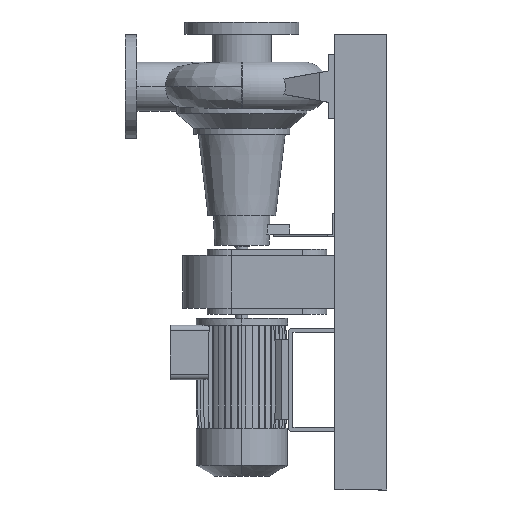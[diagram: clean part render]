
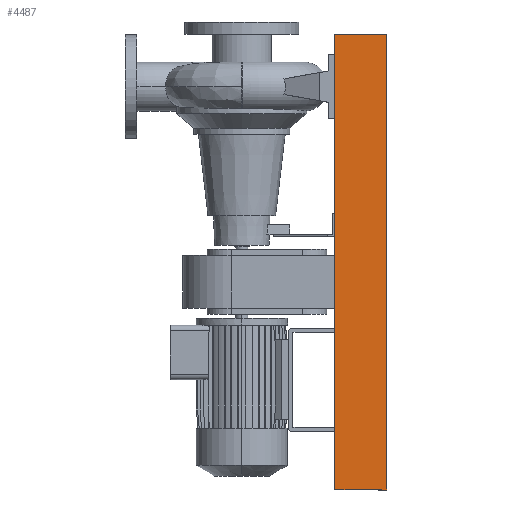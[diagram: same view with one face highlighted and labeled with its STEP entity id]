
A CAD part, left-side view. The second image highlights one B-rep face of the part: STEP entity #4487.
In plain terms, the highlighted planar face has unit normal (-1, 0, 0).
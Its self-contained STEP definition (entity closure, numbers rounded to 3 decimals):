
#1278 = EDGE_CURVE ( 'NONE', #8174, #6549, #8058, .T. ) ;
#2510 = CARTESIAN_POINT ( 'NONE',  ( -175., -50., 440. ) ) ;
#2606 = CARTESIAN_POINT ( 'NONE',  ( -175., 50., 440. ) ) ;
#3902 = VECTOR ( 'NONE', #10925, 1000. ) ;
#4451 = DIRECTION ( 'NONE',  ( 0., 0., 1. ) ) ;
#4487 = ADVANCED_FACE ( 'NONE', ( #9269 ), #12621, .T. ) ;
#4503 = VECTOR ( 'NONE', #11427, 1000. ) ;
#4724 = CARTESIAN_POINT ( 'NONE',  ( -175., 50., -440. ) ) ;
#6060 = CARTESIAN_POINT ( 'NONE',  ( -175., 50., -440. ) ) ;
#6180 = EDGE_CURVE ( 'NONE', #20959, #11853, #14014, .T. ) ;
#6549 = VERTEX_POINT ( 'NONE', #2606 ) ;
#7702 = CARTESIAN_POINT ( 'NONE',  ( -175., -50., 440. ) ) ;
#8058 = LINE ( 'NONE', #6060, #11811 ) ;
#8174 = VERTEX_POINT ( 'NONE', #4724 ) ;
#8992 = AXIS2_PLACEMENT_3D ( 'NONE', #9167, #12513, #4451 ) ;
#9167 = CARTESIAN_POINT ( 'NONE',  ( -175., -50., -440. ) ) ;
#9269 = FACE_OUTER_BOUND ( 'NONE', #16480, .T. ) ;
#9481 = CARTESIAN_POINT ( 'NONE',  ( -175., -50., -440. ) ) ;
#9564 = ORIENTED_EDGE ( 'NONE', *, *, #6180, .T. ) ;
#10779 = ORIENTED_EDGE ( 'NONE', *, *, #11464, .F. ) ;
#10864 = EDGE_CURVE ( 'NONE', #8174, #20959, #12543, .T. ) ;
#10925 = DIRECTION ( 'NONE',  ( 0., -1., 0. ) ) ;
#11427 = DIRECTION ( 'NONE',  ( 0., 0., 1. ) ) ;
#11464 = EDGE_CURVE ( 'NONE', #6549, #11853, #17396, .T. ) ;
#11811 = VECTOR ( 'NONE', #21152, 1000. ) ;
#11853 = VERTEX_POINT ( 'NONE', #7702 ) ;
#12424 = CARTESIAN_POINT ( 'NONE',  ( -175., -50., -440. ) ) ;
#12513 = DIRECTION ( 'NONE',  ( -1., 0., 0. ) ) ;
#12543 = LINE ( 'NONE', #17674, #3902 ) ;
#12621 = PLANE ( 'NONE',  #8992 ) ;
#14014 = LINE ( 'NONE', #12424, #4503 ) ;
#14028 = ORIENTED_EDGE ( 'NONE', *, *, #1278, .F. ) ;
#14191 = VECTOR ( 'NONE', #17510, 1000. ) ;
#16480 = EDGE_LOOP ( 'NONE', ( #10779, #14028, #20049, #9564 ) ) ;
#17396 = LINE ( 'NONE', #2510, #14191 ) ;
#17510 = DIRECTION ( 'NONE',  ( 0., -1., 0. ) ) ;
#17674 = CARTESIAN_POINT ( 'NONE',  ( -175., -50., -440. ) ) ;
#20049 = ORIENTED_EDGE ( 'NONE', *, *, #10864, .T. ) ;
#20959 = VERTEX_POINT ( 'NONE', #9481 ) ;
#21152 = DIRECTION ( 'NONE',  ( 0., 0., 1. ) ) ;
